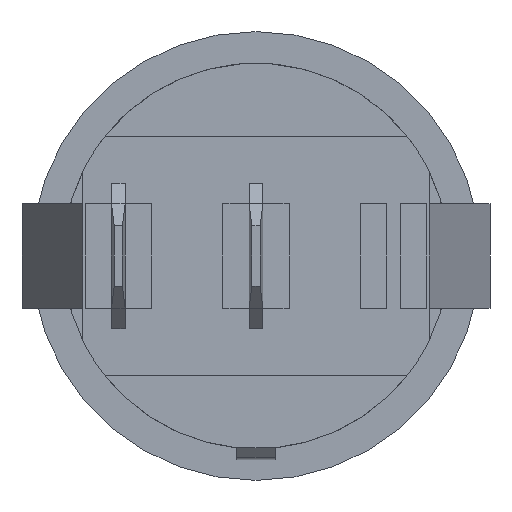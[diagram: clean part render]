
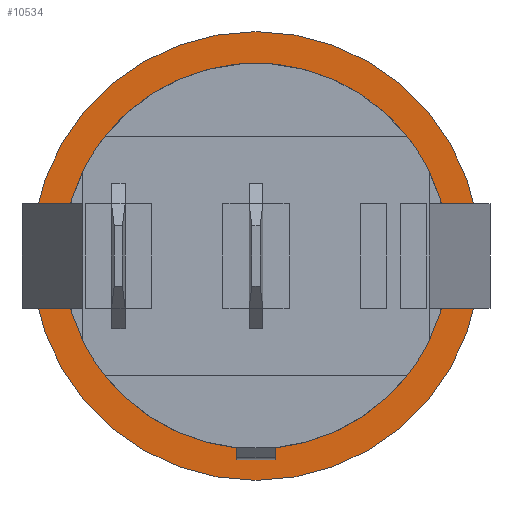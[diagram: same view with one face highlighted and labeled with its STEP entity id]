
A CAD part, front view. The second image highlights one B-rep face of the part: STEP entity #10534.
In plain terms, the highlighted planar face has unit normal (0, -1, 0).
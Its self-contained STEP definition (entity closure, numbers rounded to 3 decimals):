
#13=DIRECTION('',(1.,0.,0.));
#14=VECTOR('',#13,0.581);
#15=CARTESIAN_POINT('',(-7.319,11.,1.9));
#16=LINE('',#15,#14);
#197=DIRECTION('',(1.,0.,0.));
#198=VECTOR('',#197,0.581);
#199=CARTESIAN_POINT('',(-7.319,11.,-1.9));
#200=LINE('',#199,#198);
#449=CARTESIAN_POINT('',(0.,11.,0.));
#450=DIRECTION('',(0.,1.,0.));
#451=DIRECTION('',(-1.,0.,0.));
#452=AXIS2_PLACEMENT_3D('',#449,#450,#451);
#454=CARTESIAN_POINT('',(0.,11.,0.));
#455=DIRECTION('',(0.,1.,0.));
#456=DIRECTION('',(1.,0.,0.));
#457=AXIS2_PLACEMENT_3D('',#454,#455,#456);
#459=DIRECTION('',(0.,0.,-1.));
#460=VECTOR('',#459,3.8);
#461=CARTESIAN_POINT('',(-7.319,11.,1.9));
#462=LINE('',#461,#460);
#463=CARTESIAN_POINT('',(0.,11.,0.));
#464=DIRECTION('',(0.,-1.,0.));
#465=DIRECTION('',(-0.962,0.,-0.271));
#466=AXIS2_PLACEMENT_3D('',#463,#464,#465);
#468=CARTESIAN_POINT('',(0.,11.,0.));
#469=DIRECTION('',(0.,-1.,0.));
#470=DIRECTION('',(0.1,0.,-0.995));
#471=AXIS2_PLACEMENT_3D('',#468,#469,#470);
#473=CARTESIAN_POINT('',(0.,11.,0.));
#474=DIRECTION('',(0.,-1.,0.));
#475=DIRECTION('',(0.962,0.,0.271));
#476=AXIS2_PLACEMENT_3D('',#473,#474,#475);
#756=DIRECTION('',(0.,0.,1.));
#757=VECTOR('',#756,0.435);
#758=CARTESIAN_POINT('',(0.7,11.,-7.4));
#759=LINE('',#758,#757);
#769=DIRECTION('',(1.,0.,0.));
#770=VECTOR('',#769,1.4);
#771=CARTESIAN_POINT('',(-0.7,11.,-7.4));
#772=LINE('',#771,#770);
#777=DIRECTION('',(0.,0.,-1.));
#778=VECTOR('',#777,0.435);
#779=CARTESIAN_POINT('',(-0.7,11.,-6.965));
#780=LINE('',#779,#778);
#1544=DIRECTION('',(-1.,0.,0.));
#1545=VECTOR('',#1544,0.581);
#1546=CARTESIAN_POINT('',(7.319,11.,-1.9));
#1547=LINE('',#1546,#1545);
#1732=DIRECTION('',(-1.,0.,0.));
#1733=VECTOR('',#1732,0.581);
#1734=CARTESIAN_POINT('',(7.319,11.,1.9));
#1735=LINE('',#1734,#1733);
#1865=DIRECTION('',(0.,0.,1.));
#1866=VECTOR('',#1865,3.8);
#1867=CARTESIAN_POINT('',(7.319,11.,-1.9));
#1868=LINE('',#1867,#1866);
#7723=CARTESIAN_POINT('',(-7.319,11.,1.9));
#7724=VERTEX_POINT('',#7723);
#7725=CARTESIAN_POINT('',(-7.319,11.,-1.9));
#7726=VERTEX_POINT('',#7725);
#7795=CARTESIAN_POINT('',(-6.737,11.,-1.9));
#7796=VERTEX_POINT('',#7795);
#7817=CARTESIAN_POINT('',(-6.737,11.,1.9));
#7818=VERTEX_POINT('',#7817);
#7819=CARTESIAN_POINT('',(-8.15,11.,0.));
#7820=CARTESIAN_POINT('',(8.15,11.,0.));
#7821=VERTEX_POINT('',#7819);
#7822=VERTEX_POINT('',#7820);
#7823=CARTESIAN_POINT('',(6.737,11.,1.9));
#7824=VERTEX_POINT('',#7823);
#7825=CARTESIAN_POINT('',(7.319,11.,1.9));
#7826=VERTEX_POINT('',#7825);
#7827=CARTESIAN_POINT('',(7.319,11.,-1.9));
#7828=VERTEX_POINT('',#7827);
#7829=CARTESIAN_POINT('',(6.737,11.,-1.9));
#7830=VERTEX_POINT('',#7829);
#7831=CARTESIAN_POINT('',(0.7,11.,-6.965));
#7832=VERTEX_POINT('',#7831);
#7833=CARTESIAN_POINT('',(0.7,11.,-7.4));
#7834=VERTEX_POINT('',#7833);
#7835=CARTESIAN_POINT('',(-0.7,11.,-7.4));
#7836=VERTEX_POINT('',#7835);
#7837=CARTESIAN_POINT('',(-0.7,11.,-6.965));
#7838=VERTEX_POINT('',#7837);
#10502=CARTESIAN_POINT('',(0.,11.,0.));
#10503=DIRECTION('',(0.,1.,0.));
#10504=DIRECTION('',(-1.,0.,0.));
#10505=AXIS2_PLACEMENT_3D('',#10502,#10503,#10504);
#10506=PLANE('',#10505);
#10508=ORIENTED_EDGE('',*,*,#10507,.T.);
#10510=ORIENTED_EDGE('',*,*,#10509,.T.);
#10511=EDGE_LOOP('',(#10508,#10510));
#10512=FACE_OUTER_BOUND('',#10511,.F.);
#10514=ORIENTED_EDGE('',*,*,#10513,.T.);
#10515=ORIENTED_EDGE('',*,*,#10039,.T.);
#10516=ORIENTED_EDGE('',*,*,#10490,.T.);
#10518=ORIENTED_EDGE('',*,*,#10517,.T.);
#10520=ORIENTED_EDGE('',*,*,#10519,.T.);
#10522=ORIENTED_EDGE('',*,*,#10521,.T.);
#10523=ORIENTED_EDGE('',*,*,#10444,.T.);
#10525=ORIENTED_EDGE('',*,*,#10524,.F.);
#10527=ORIENTED_EDGE('',*,*,#10526,.T.);
#10529=ORIENTED_EDGE('',*,*,#10528,.T.);
#10530=ORIENTED_EDGE('',*,*,#10436,.T.);
#10531=ORIENTED_EDGE('',*,*,#9922,.F.);
#10532=EDGE_LOOP('',(#10514,#10515,#10516,#10518,#10520,#10522,#10523,#10525,
#10527,#10529,#10530,#10531));
#10533=FACE_BOUND('',#10532,.F.);
#453=CIRCLE('',#452,8.15);
#458=CIRCLE('',#457,8.15);
#467=CIRCLE('',#466,7.);
#472=CIRCLE('',#471,7.);
#477=CIRCLE('',#476,7.);
#9922=EDGE_CURVE('',#7724,#7818,#16,.T.);
#10039=EDGE_CURVE('',#7726,#7796,#200,.T.);
#10436=EDGE_CURVE('',#7824,#7818,#477,.T.);
#10444=EDGE_CURVE('',#7832,#7830,#472,.T.);
#10490=EDGE_CURVE('',#7796,#7838,#467,.T.);
#10507=EDGE_CURVE('',#7821,#7822,#453,.T.);
#10509=EDGE_CURVE('',#7822,#7821,#458,.T.);
#10513=EDGE_CURVE('',#7724,#7726,#462,.T.);
#10517=EDGE_CURVE('',#7838,#7836,#780,.T.);
#10519=EDGE_CURVE('',#7836,#7834,#772,.T.);
#10521=EDGE_CURVE('',#7834,#7832,#759,.T.);
#10524=EDGE_CURVE('',#7828,#7830,#1547,.T.);
#10526=EDGE_CURVE('',#7828,#7826,#1868,.T.);
#10528=EDGE_CURVE('',#7826,#7824,#1735,.T.);
#10534=ADVANCED_FACE('',(#10512,#10533),#10506,.F.);
